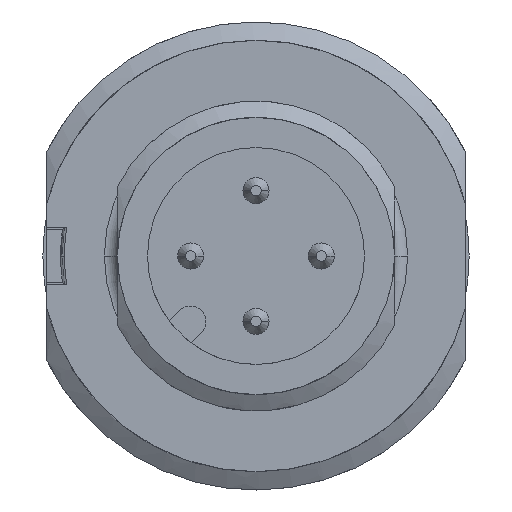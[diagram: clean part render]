
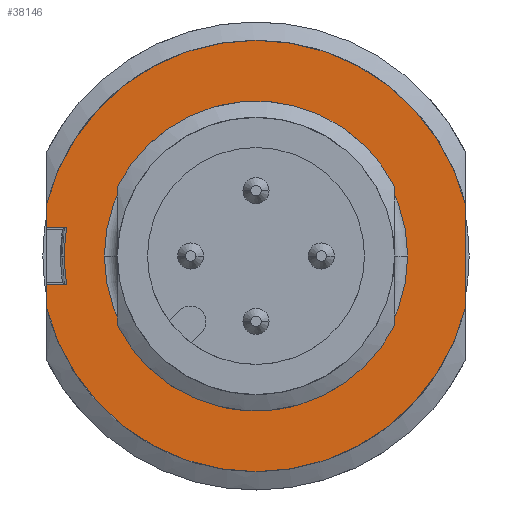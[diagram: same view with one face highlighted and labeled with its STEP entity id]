
A CAD part, front view. The second image highlights one B-rep face of the part: STEP entity #38146.
In plain terms, the highlighted face is planar.
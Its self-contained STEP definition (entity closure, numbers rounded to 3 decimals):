
#31140=CARTESIAN_POINT('',(-1.5,0.,0.));
#31141=DIRECTION('',(1.,0.,0.));
#31142=DIRECTION('',(0.,0.,-1.));
#31143=AXIS2_PLACEMENT_3D('',#31140,#31141,#31142);
#31145=CARTESIAN_POINT('',(-1.5,0.,0.));
#31146=DIRECTION('',(-1.,0.,0.));
#31147=DIRECTION('',(0.,0.,-1.));
#31148=AXIS2_PLACEMENT_3D('',#31145,#31146,#31147);
#31150=DIRECTION('',(0.,0.,-1.));
#31151=VECTOR('',#31150,0.754);
#31152=CARTESIAN_POINT('',(-1.5,1.1,8.));
#31153=LINE('',#31152,#31151);
#31154=CARTESIAN_POINT('',(-1.5,0.,0.));
#31155=DIRECTION('',(-1.,0.,0.));
#31156=DIRECTION('',(0.,-0.15,0.989));
#31157=AXIS2_PLACEMENT_3D('',#31154,#31155,#31156);
#31159=DIRECTION('',(0.,0.,-1.));
#31160=VECTOR('',#31159,0.754);
#31161=CARTESIAN_POINT('',(-1.5,-1.1,8.));
#31162=LINE('',#31161,#31160);
#31163=DIRECTION('',(0.,-1.,0.));
#31164=VECTOR('',#31163,0.916);
#31165=CARTESIAN_POINT('',(-1.5,-1.1,8.));
#31166=LINE('',#31165,#31164);
#31167=DIRECTION('',(0.,1.,0.));
#31168=VECTOR('',#31167,4.031);
#31169=CARTESIAN_POINT('',(-1.5,-2.016,-8.));
#31170=LINE('',#31169,#31168);
#31171=DIRECTION('',(0.,-1.,0.));
#31172=VECTOR('',#31171,0.916);
#31173=CARTESIAN_POINT('',(-1.5,2.016,8.));
#31174=LINE('',#31173,#31172);
#37448=CARTESIAN_POINT('',(-1.5,0.,0.));
#37449=DIRECTION('',(-1.,0.,0.));
#37450=DIRECTION('',(0.,-0.244,-0.97));
#37451=AXIS2_PLACEMENT_3D('',#37448,#37449,#37450);
#37457=CARTESIAN_POINT('',(-1.5,0.,0.));
#37458=DIRECTION('',(1.,0.,0.));
#37459=DIRECTION('',(0.,0.244,-0.97));
#37460=AXIS2_PLACEMENT_3D('',#37457,#37458,#37459);
#37503=CARTESIAN_POINT('',(-1.5,0.,-5.8));
#37505=VERTEX_POINT('',#37503);
#37507=CARTESIAN_POINT('',(-1.5,0.,5.8));
#37509=VERTEX_POINT('',#37507);
#37715=CARTESIAN_POINT('',(-1.5,-2.016,-8.));
#37716=CARTESIAN_POINT('',(-1.5,2.016,-8.));
#37717=VERTEX_POINT('',#37715);
#37718=VERTEX_POINT('',#37716);
#37720=CARTESIAN_POINT('',(-1.5,-2.016,8.));
#37722=VERTEX_POINT('',#37720);
#37728=CARTESIAN_POINT('',(-1.5,2.016,8.));
#37730=VERTEX_POINT('',#37728);
#37739=CARTESIAN_POINT('',(-1.5,1.1,8.));
#37740=VERTEX_POINT('',#37739);
#37741=CARTESIAN_POINT('',(-1.5,-1.1,8.));
#37742=VERTEX_POINT('',#37741);
#37774=CARTESIAN_POINT('',(-1.5,1.1,7.246));
#37775=VERTEX_POINT('',#37774);
#37776=CARTESIAN_POINT('',(-1.5,-1.1,7.246));
#37777=VERTEX_POINT('',#37776);
#38121=CARTESIAN_POINT('',(-1.5,0.,0.));
#38122=DIRECTION('',(-1.,0.,0.));
#38123=DIRECTION('',(0.,0.,1.));
#38124=AXIS2_PLACEMENT_3D('',#38121,#38122,#38123);
#38125=PLANE('',#38124);
#38127=ORIENTED_EDGE('',*,*,#38126,.T.);
#38128=ORIENTED_EDGE('',*,*,#38059,.F.);
#38129=ORIENTED_EDGE('',*,*,#38087,.F.);
#38130=ORIENTED_EDGE('',*,*,#38112,.T.);
#38132=ORIENTED_EDGE('',*,*,#38131,.F.);
#38134=ORIENTED_EDGE('',*,*,#38133,.T.);
#38136=ORIENTED_EDGE('',*,*,#38135,.T.);
#38137=ORIENTED_EDGE('',*,*,#38097,.T.);
#38138=EDGE_LOOP('',(#38127,#38128,#38129,#38130,#38132,#38134,#38136,#38137));
#38139=FACE_OUTER_BOUND('',#38138,.F.);
#38141=ORIENTED_EDGE('',*,*,#38140,.F.);
#38143=ORIENTED_EDGE('',*,*,#38142,.T.);
#38144=EDGE_LOOP('',(#38141,#38143));
#38145=FACE_BOUND('',#38144,.F.);
#38146=ADVANCED_FACE('',(#38139,#38145),#38125,.T.);
#31144=CIRCLE('',#31143,5.8);
#31149=CIRCLE('',#31148,5.8);
#31158=CIRCLE('',#31157,7.329);
#37452=CIRCLE('',#37451,8.25);
#37461=CIRCLE('',#37460,8.25);
#38059=EDGE_CURVE('',#37777,#37775,#31158,.T.);
#38087=EDGE_CURVE('',#37742,#37777,#31162,.T.);
#38097=EDGE_CURVE('',#37730,#37740,#31174,.T.);
#38112=EDGE_CURVE('',#37742,#37722,#31166,.T.);
#38126=EDGE_CURVE('',#37740,#37775,#31153,.T.);
#38131=EDGE_CURVE('',#37717,#37722,#37452,.T.);
#38133=EDGE_CURVE('',#37717,#37718,#31170,.T.);
#38135=EDGE_CURVE('',#37718,#37730,#37461,.T.);
#38140=EDGE_CURVE('',#37505,#37509,#31144,.T.);
#38142=EDGE_CURVE('',#37505,#37509,#31149,.T.);
